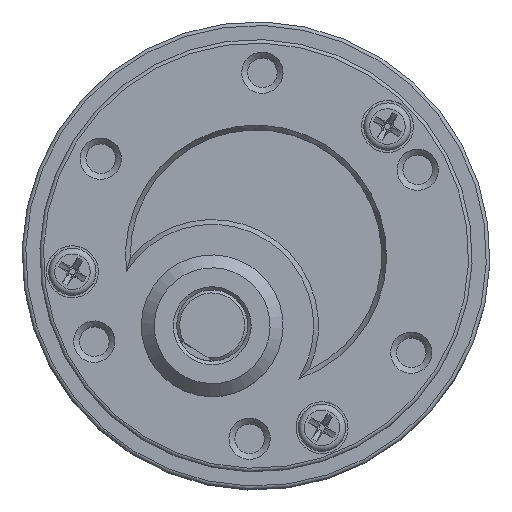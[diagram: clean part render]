
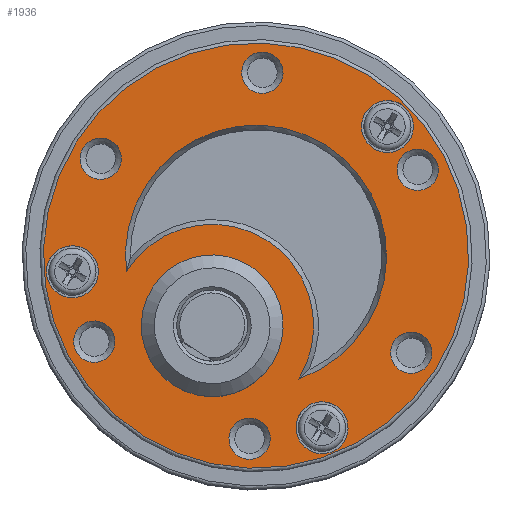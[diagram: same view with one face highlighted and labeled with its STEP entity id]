
A CAD part, top view. The second image highlights one B-rep face of the part: STEP entity #1936.
In plain terms, the highlighted planar face has unit normal (0, 0, 1).
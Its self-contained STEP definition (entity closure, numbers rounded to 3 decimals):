
#637=FACE_BOUND('',#4172,.T.);
#638=FACE_BOUND('',#4173,.T.);
#639=FACE_BOUND('',#4174,.T.);
#640=FACE_BOUND('',#4175,.T.);
#641=FACE_BOUND('',#4176,.T.);
#642=FACE_BOUND('',#4177,.T.);
#643=FACE_BOUND('',#4178,.T.);
#644=FACE_BOUND('',#4179,.T.);
#645=FACE_BOUND('',#4180,.T.);
#646=FACE_BOUND('',#4181,.T.);
#647=FACE_BOUND('',#4182,.T.);
#648=FACE_BOUND('',#4183,.T.);
#1041=CIRCLE('',#13843,1.75);
#1042=CIRCLE('',#13844,1.75);
#1043=CIRCLE('',#13845,1.75);
#1044=CIRCLE('',#13846,6.);
#1045=CIRCLE('',#13847,1.75);
#1046=CIRCLE('',#13848,1.75);
#1047=CIRCLE('',#13849,1.75);
#1048=CIRCLE('',#13850,18.);
#1049=CIRCLE('',#13851,2.2);
#1050=CIRCLE('',#13852,2.2);
#1051=CIRCLE('',#13853,2.2);
#1052=CIRCLE('',#13854,8.596);
#1053=CIRCLE('',#13855,11.054);
#1936=ADVANCED_FACE('',(#637,#638,#639,#640,#641,#642,#643,#644,#645,#646,
#647,#648),#2709,.T.);
#2709=PLANE('',#13856);
#4172=EDGE_LOOP('',(#6295));
#4173=EDGE_LOOP('',(#6296));
#4174=EDGE_LOOP('',(#6297));
#4175=EDGE_LOOP('',(#6298));
#4176=EDGE_LOOP('',(#6299));
#4177=EDGE_LOOP('',(#6300));
#4178=EDGE_LOOP('',(#6301));
#4179=EDGE_LOOP('',(#6302));
#4180=EDGE_LOOP('',(#6303));
#4181=EDGE_LOOP('',(#6304));
#4182=EDGE_LOOP('',(#6305));
#4183=EDGE_LOOP('',(#6306,#6307));
#6295=ORIENTED_EDGE('',*,*,#10343,.T.);
#6296=ORIENTED_EDGE('',*,*,#10344,.T.);
#6297=ORIENTED_EDGE('',*,*,#10345,.T.);
#6298=ORIENTED_EDGE('',*,*,#10346,.F.);
#6299=ORIENTED_EDGE('',*,*,#10347,.T.);
#6300=ORIENTED_EDGE('',*,*,#10348,.T.);
#6301=ORIENTED_EDGE('',*,*,#10349,.T.);
#6302=ORIENTED_EDGE('',*,*,#10350,.T.);
#6303=ORIENTED_EDGE('',*,*,#10351,.T.);
#6304=ORIENTED_EDGE('',*,*,#10352,.T.);
#6305=ORIENTED_EDGE('',*,*,#10353,.T.);
#6306=ORIENTED_EDGE('',*,*,#10354,.T.);
#6307=ORIENTED_EDGE('',*,*,#10355,.T.);
#8914=VERTEX_POINT('',#20692);
#8915=VERTEX_POINT('',#20694);
#8916=VERTEX_POINT('',#20696);
#8917=VERTEX_POINT('',#20698);
#8918=VERTEX_POINT('',#20700);
#8919=VERTEX_POINT('',#20702);
#8920=VERTEX_POINT('',#20704);
#8921=VERTEX_POINT('',#20706);
#8922=VERTEX_POINT('',#20708);
#8923=VERTEX_POINT('',#20710);
#8924=VERTEX_POINT('',#20712);
#8925=VERTEX_POINT('',#20714);
#8926=VERTEX_POINT('',#20715);
#10343=EDGE_CURVE('',#8914,#8914,#1041,.T.);
#10344=EDGE_CURVE('',#8915,#8915,#1042,.T.);
#10345=EDGE_CURVE('',#8916,#8916,#1043,.T.);
#10346=EDGE_CURVE('',#8917,#8917,#1044,.T.);
#10347=EDGE_CURVE('',#8918,#8918,#1045,.T.);
#10348=EDGE_CURVE('',#8919,#8919,#1046,.T.);
#10349=EDGE_CURVE('',#8920,#8920,#1047,.T.);
#10350=EDGE_CURVE('',#8921,#8921,#1048,.T.);
#10351=EDGE_CURVE('',#8922,#8922,#1049,.T.);
#10352=EDGE_CURVE('',#8923,#8923,#1050,.T.);
#10353=EDGE_CURVE('',#8924,#8924,#1051,.T.);
#10354=EDGE_CURVE('',#8925,#8926,#1052,.T.);
#10355=EDGE_CURVE('',#8926,#8925,#1053,.T.);
#13843=AXIS2_PLACEMENT_3D('',#20691,#16393,#16394);
#13844=AXIS2_PLACEMENT_3D('',#20693,#16395,#16396);
#13845=AXIS2_PLACEMENT_3D('',#20695,#16397,#16398);
#13846=AXIS2_PLACEMENT_3D('',#20697,#16399,#16400);
#13847=AXIS2_PLACEMENT_3D('',#20699,#16401,#16402);
#13848=AXIS2_PLACEMENT_3D('',#20701,#16403,#16404);
#13849=AXIS2_PLACEMENT_3D('',#20703,#16405,#16406);
#13850=AXIS2_PLACEMENT_3D('',#20705,#16407,#16408);
#13851=AXIS2_PLACEMENT_3D('',#20707,#16409,#16410);
#13852=AXIS2_PLACEMENT_3D('',#20709,#16411,#16412);
#13853=AXIS2_PLACEMENT_3D('',#20711,#16413,#16414);
#13854=AXIS2_PLACEMENT_3D('',#20713,#16415,#16416);
#13855=AXIS2_PLACEMENT_3D('',#20716,#16417,#16418);
#13856=AXIS2_PLACEMENT_3D('',#20717,#16419,#16420);
#16393=DIRECTION('',(0.,0.,-1.));
#16394=DIRECTION('',(-0.53,-0.848,0.));
#16395=DIRECTION('',(0.,0.,-1.));
#16396=DIRECTION('',(-0.53,-0.848,0.));
#16397=DIRECTION('',(0.,0.,-1.));
#16398=DIRECTION('',(-0.53,-0.848,0.));
#16399=DIRECTION('',(0.,0.,1.));
#16400=DIRECTION('',(-0.53,-0.848,0.));
#16401=DIRECTION('',(0.,0.,-1.));
#16402=DIRECTION('',(-0.53,-0.848,0.));
#16403=DIRECTION('',(0.,0.,-1.));
#16404=DIRECTION('',(-0.53,-0.848,0.));
#16405=DIRECTION('',(0.,0.,-1.));
#16406=DIRECTION('',(-0.53,-0.848,0.));
#16407=DIRECTION('',(0.,0.,1.));
#16408=DIRECTION('',(-0.53,-0.848,0.));
#16409=DIRECTION('',(0.,0.,-1.));
#16410=DIRECTION('',(0.53,0.848,0.));
#16411=DIRECTION('',(0.,0.,-1.));
#16412=DIRECTION('',(0.53,0.848,0.));
#16413=DIRECTION('',(0.,0.,-1.));
#16414=DIRECTION('',(0.53,0.848,0.));
#16415=DIRECTION('',(0.,0.,1.));
#16416=DIRECTION('',(-0.53,-0.848,0.));
#16417=DIRECTION('',(0.,0.,-1.));
#16418=DIRECTION('',(-0.53,-0.848,0.));
#16419=DIRECTION('',(0.,0.,1.));
#16420=DIRECTION('',(-0.53,-0.848,0.));
#20691=CARTESIAN_POINT('',(13.686,7.277,60.4));
#20692=CARTESIAN_POINT('',(12.758,5.793,60.4));
#20693=CARTESIAN_POINT('',(-0.541,-15.491,60.4));
#20694=CARTESIAN_POINT('',(-1.468,-16.975,60.4));
#20695=CARTESIAN_POINT('',(-13.145,8.214,60.4));
#20696=CARTESIAN_POINT('',(-14.072,6.73,60.4));
#20697=CARTESIAN_POINT('',(-3.709,-5.936,60.4));
#20698=CARTESIAN_POINT('',(-6.889,-11.025,60.4));
#20699=CARTESIAN_POINT('',(13.145,-8.214,60.4));
#20700=CARTESIAN_POINT('',(12.217,-9.698,60.4));
#20701=CARTESIAN_POINT('',(0.541,15.491,60.4));
#20702=CARTESIAN_POINT('',(-0.386,14.006,60.4));
#20703=CARTESIAN_POINT('',(-13.686,-7.277,60.4));
#20704=CARTESIAN_POINT('',(-14.613,-8.761,60.4));
#20705=CARTESIAN_POINT('',(0.,0.,
60.4));
#20706=CARTESIAN_POINT('',(-9.539,-15.265,60.4));
#20707=CARTESIAN_POINT('',(11.127,10.934,60.4));
#20708=CARTESIAN_POINT('',(12.293,12.8,60.4));
#20709=CARTESIAN_POINT('',(-15.541,-1.36,60.4));
#20710=CARTESIAN_POINT('',(-14.375,0.506,60.4));
#20711=CARTESIAN_POINT('',(5.591,-14.564,60.4));
#20712=CARTESIAN_POINT('',(6.756,-12.698,60.4));
#20713=CARTESIAN_POINT('',(-3.709,-5.936,60.4));
#20714=CARTESIAN_POINT('',(3.606,-10.449,60.4));
#20715=CARTESIAN_POINT('',(-10.973,-1.339,60.4));
#20716=CARTESIAN_POINT('',(0.,0.,
60.4));
#20717=CARTESIAN_POINT('',(0.,0.,
60.4));
